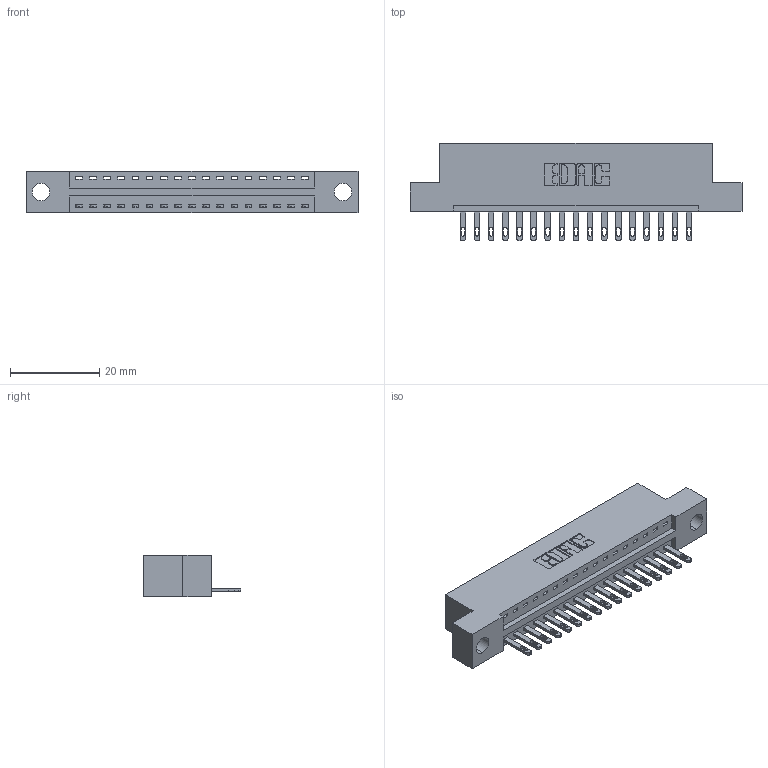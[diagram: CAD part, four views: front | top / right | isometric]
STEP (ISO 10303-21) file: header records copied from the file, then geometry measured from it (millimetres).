
FILE_DESCRIPTION (( 'STEP AP203' ), '1' );
FILE_NAME ('346-017-500-104.STEP', '2022-05-05T11:22:31', ( '' ), ( '' ), 'SwSTEP 2.0', 'SolidWorks 2020', '' );
FILE_SCHEMA (( 'CONFIG_CONTROL_DESIGN' ));
Length unit declared in the file: inch
Products named in the file (3): 346-017-500-104; 346 Part_Flush Mounting Lugs - 0.156 Dia-TH; 345-292-001_345-293-100
Assembly tree (18 placements, depth 2):
  346-017-500-104
    346 Part_Flush Mounting Lugs - 0.156 Dia-TH
    345-292-001_345-293-100  x17
Bounding box: 74.55 x 21.84 x 9.4 mm (x, y, z)
Volume: 6868.3 mm3; surface area: 8191.6 mm2
Topology: 18 solids, 18 shells, 1054 faces, 3221 edges, 2146 vertices
Faces by surface type: plane 668, cylinder 386
Entity records: 14265 total; most frequent: CARTESIAN_POINT 2461, ORIENTED_EDGE 2410, DIRECTION 2203, EDGE_CURVE 1205, VECTOR 1001, LINE 1001, VERTEX_POINT 802, AXIS2_PLACEMENT_3D 601
